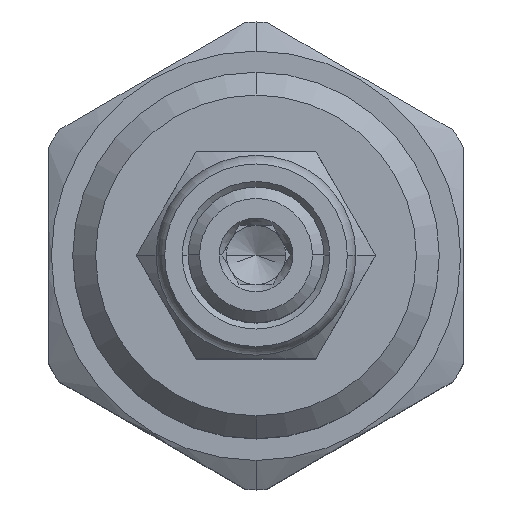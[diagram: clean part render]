
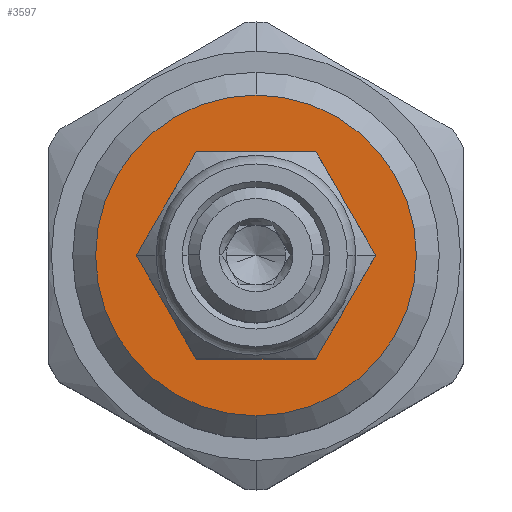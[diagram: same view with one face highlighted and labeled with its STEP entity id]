
A CAD part, top view. The second image highlights one B-rep face of the part: STEP entity #3597.
In plain terms, the highlighted planar face has unit normal (0, 0, 1).
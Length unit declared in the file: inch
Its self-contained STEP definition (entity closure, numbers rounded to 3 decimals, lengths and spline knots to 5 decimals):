
#806=CARTESIAN_POINT('',(0.,0.,3.375));
#807=DIRECTION('',(0.,0.,1.));
#808=DIRECTION('',(-1.,0.,0.));
#809=AXIS2_PLACEMENT_3D('',#806,#807,#808);
#811=CARTESIAN_POINT('',(0.,0.,3.375));
#812=DIRECTION('',(0.,0.,1.));
#813=DIRECTION('',(1.,0.,0.));
#814=AXIS2_PLACEMENT_3D('',#811,#812,#813);
#816=CARTESIAN_POINT('',(0.,0.,3.375));
#817=DIRECTION('',(0.,0.,1.));
#818=DIRECTION('',(0.,-1.,0.));
#819=AXIS2_PLACEMENT_3D('',#816,#817,#818);
#834=CARTESIAN_POINT('',(0.,0.,3.375));
#835=DIRECTION('',(0.,0.,1.));
#836=DIRECTION('',(0.,1.,0.));
#837=AXIS2_PLACEMENT_3D('',#834,#835,#836);
#2363=CARTESIAN_POINT('',(0.,0.435,3.375));
#2364=CARTESIAN_POINT('',(0.,-0.435,3.375));
#2365=VERTEX_POINT('',#2363);
#2366=VERTEX_POINT('',#2364);
#2563=CARTESIAN_POINT('',(-0.271,0.,3.375));
#2564=CARTESIAN_POINT('',(0.271,0.,3.375));
#2565=VERTEX_POINT('',#2563);
#2566=VERTEX_POINT('',#2564);
#3581=CARTESIAN_POINT('',(0.,0.,3.375));
#3582=DIRECTION('',(0.,0.,1.));
#3583=DIRECTION('',(0.,1.,0.));
#3584=AXIS2_PLACEMENT_3D('',#3581,#3582,#3583);
#3585=PLANE('',#3584);
#3587=ORIENTED_EDGE('',*,*,#3586,.F.);
#3589=ORIENTED_EDGE('',*,*,#3588,.F.);
#3590=EDGE_LOOP('',(#3587,#3589));
#3591=FACE_OUTER_BOUND('',#3590,.F.);
#3593=ORIENTED_EDGE('',*,*,#3592,.T.);
#3594=ORIENTED_EDGE('',*,*,#3571,.T.);
#3595=EDGE_LOOP('',(#3593,#3594));
#3596=FACE_BOUND('',#3595,.F.);
#3597=ADVANCED_FACE('',(#3591,#3596),#3585,.T.);
#810=CIRCLE('',#809,0.271);
#815=CIRCLE('',#814,0.271);
#820=CIRCLE('',#819,0.435);
#838=CIRCLE('',#837,0.435);
#3571=EDGE_CURVE('',#2566,#2565,#815,.T.);
#3586=EDGE_CURVE('',#2366,#2365,#820,.T.);
#3588=EDGE_CURVE('',#2365,#2366,#838,.T.);
#3592=EDGE_CURVE('',#2565,#2566,#810,.T.);
